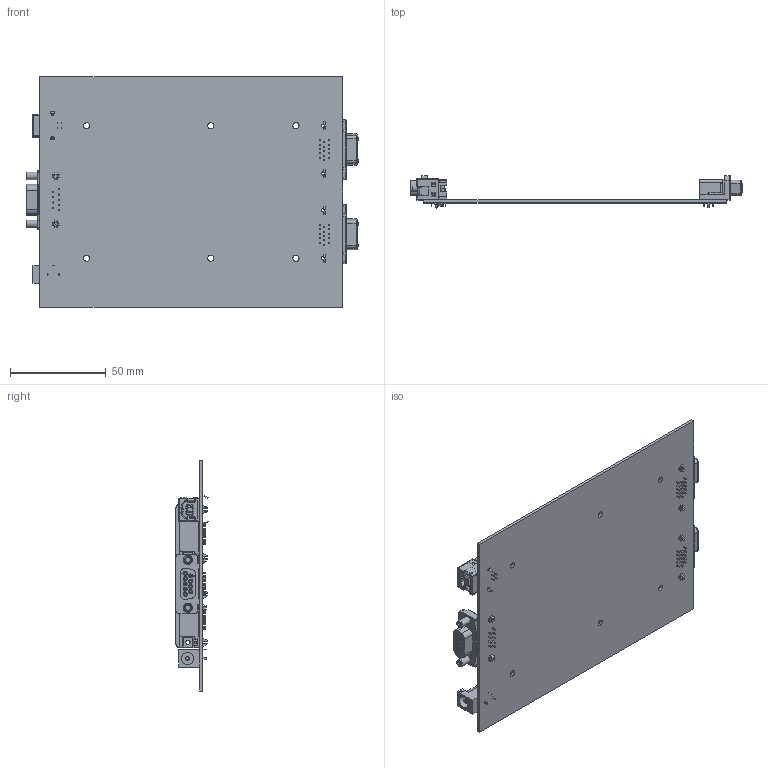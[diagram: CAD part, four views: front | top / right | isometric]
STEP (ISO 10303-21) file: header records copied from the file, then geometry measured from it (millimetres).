
FILE_DESCRIPTION(/* description */ ('KIT, PCB ASSEMBLY, 2 PHASE'),/* implementation_level */ '2;1');
FILE_NAME(/* name */ '40241).stp',/* time_stamp */ '2017-02-02T09:07:22-05:00',/* author */ ('Arnold'),/* organization */ ('NAVITAR'),/* preprocessor_version */ 'ST-DEVELOPER v16.5',/* originating_system */ 'Autodesk Inventor 2017',/* authorisation */ '');
FILE_SCHEMA (('AUTOMOTIVE_DESIGN { 1 0 10303 214 3 1 1 }'));
Products named in the file (3): 1-40241; 2-40221; 8-40220
Assembly tree (2 placements, depth 3):
  1-40241
    2-40221
      8-40220
Bounding box: 173.2 x 16.86 x 119.99 mm (x, y, z)
Volume: 44754.1 mm3; surface area: 49684.7 mm2
Topology: 1 solids, 1 shells, 2205 faces, 6149 edges, 4084 vertices
Faces by surface type: plane 1790, cylinder 342, bspline 55, cone 10, torus 8
Full cylindrical faces by diameter (mm): 0.635 x18, 1 x30, 1.143 x9, 1.587 x2, 2 x1, 2.083 x9, 2.261 x4, 2.845 x4, 3.099 x4, 3.2 x6, 3.708 x2, 3.81 x2, 4.775 x2, 5.677 x2, 6.5 x1
Entity records: 72119 total; most frequent: CARTESIAN_POINT 13161, ORIENTED_EDGE 12016, DIRECTION 10947, EDGE_CURVE 6008, LINE 5147, VECTOR 5147, VERTEX_POINT 4049, AXIS2_PLACEMENT_3D 2900
